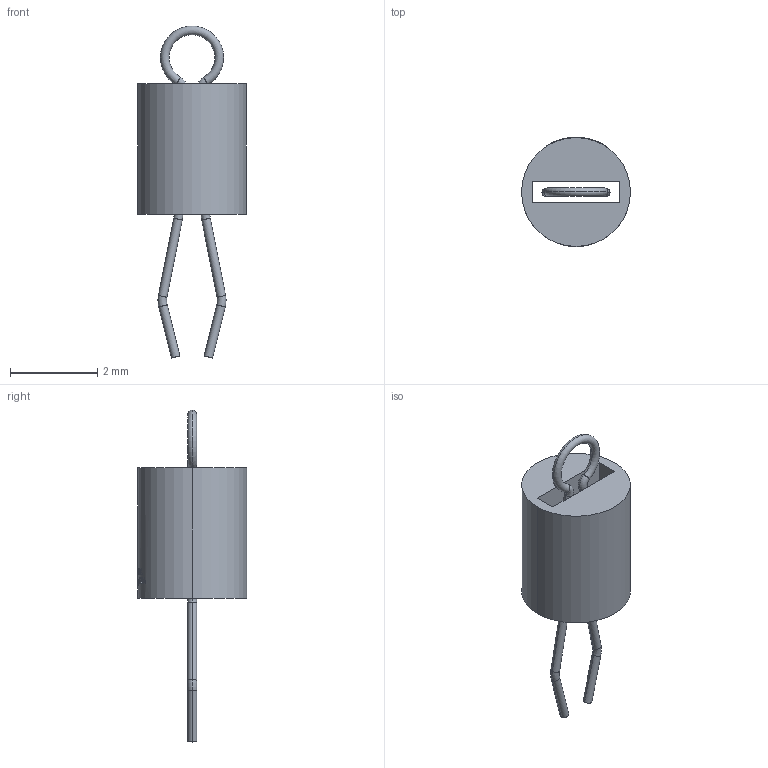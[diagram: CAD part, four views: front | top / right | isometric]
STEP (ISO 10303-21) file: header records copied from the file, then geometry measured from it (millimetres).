
FILE_DESCRIPTION (( 'STEP AP214' ), '1' );
FILE_NAME ('TEST-TH_BD2.54-P1.4_RED.STEP', '2022-07-13T12:47:11', ( '' ), ( '' ), 'SwSTEP 2.0', 'SolidWorks 2020', '' );
FILE_SCHEMA (( 'AUTOMOTIVE_DESIGN' ));
Length unit declared in the file: millimetre
Products named in the file (1): TEST-TH_BD2.54-P1.4_RED
Bounding box: 2.5 x 2.51 x 7.62 mm (x, y, z)
Volume: 12.2 mm3; surface area: 56.8 mm2
Topology: 2 solids, 2 shells, 266 faces, 697 edges, 454 vertices
Faces by surface type: bspline 121, plane 90, cylinder 37, torus 18
Entity records: 11811 total; most frequent: CARTESIAN_POINT 3284, ORIENTED_EDGE 1394, DIRECTION 750, EDGE_CURVE 697, VERTEX_POINT 454, B_SPLINE_CURVE_WITH_KNOTS 391, AXIS2_PLACEMENT_3D 298, EDGE_LOOP 287
